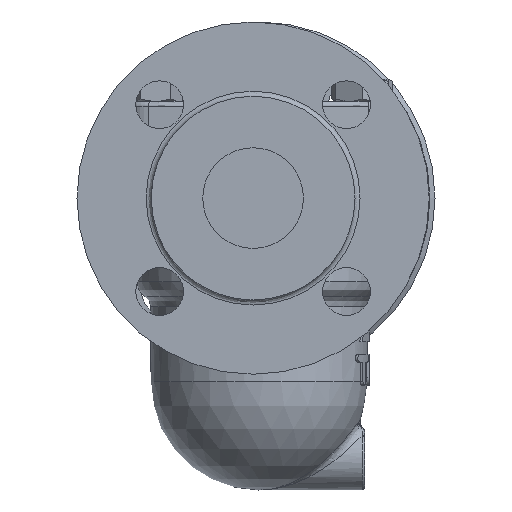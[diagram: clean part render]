
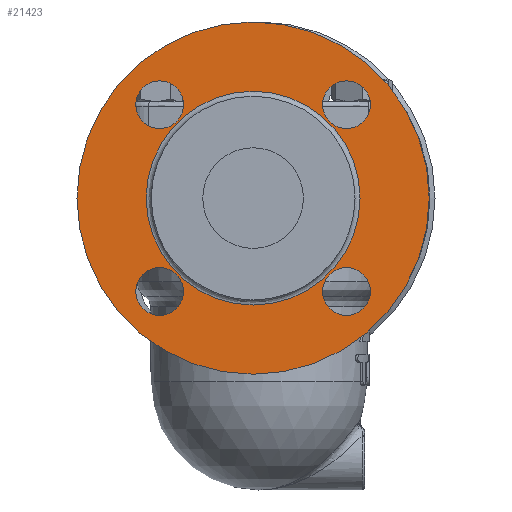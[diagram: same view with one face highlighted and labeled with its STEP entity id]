
A CAD part, left-side view. The second image highlights one B-rep face of the part: STEP entity #21423.
In plain terms, the highlighted planar face has unit normal (-1, 0, 0).
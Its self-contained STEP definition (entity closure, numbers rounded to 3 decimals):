
#20746=CARTESIAN_POINT('',(-120.,2.295,62.0));
#20747=VERTEX_POINT('',#20746);
#20748=CARTESIAN_POINT('',(-120.,2.295,-8.));
#20749=DIRECTION('',(1.0,0.0,0.0));
#20750=DIRECTION('',(0.0,0.0,-1.0));
#20751=AXIS2_PLACEMENT_3D('',#20748,#20749,#20750);
#20752=CIRCLE('',#20751,70.0);
#20753=EDGE_CURVE('',#20747,#20747,#20752,.T.);
#20787=CARTESIAN_POINT('',(-120.0,29.919,29.123));
#20788=VERTEX_POINT('',#20787);
#20789=CARTESIAN_POINT('',(-120.0,39.419,29.123));
#20790=DIRECTION('',(1.0,0.0,0.0));
#20791=DIRECTION('',(0.0,1.0,0.0));
#20792=AXIS2_PLACEMENT_3D('',#20789,#20790,#20791);
#20793=CIRCLE('',#20792,9.5);
#20794=EDGE_CURVE('',#20788,#20788,#20793,.T.);
#20828=CARTESIAN_POINT('',(-120.0,39.419,-35.623));
#20829=VERTEX_POINT('',#20828);
#20830=CARTESIAN_POINT('',(-120.0,39.419,-45.123));
#20831=DIRECTION('',(1.0,0.0,0.0));
#20832=DIRECTION('',(0.0,0.0,-1.0));
#20833=AXIS2_PLACEMENT_3D('',#20830,#20831,#20832);
#20834=CIRCLE('',#20833,9.5);
#20835=EDGE_CURVE('',#20829,#20829,#20834,.T.);
#20869=CARTESIAN_POINT('',(-120.0,-25.328,-45.123));
#20870=VERTEX_POINT('',#20869);
#20871=CARTESIAN_POINT('',(-120.0,-34.828,-45.123));
#20872=DIRECTION('',(1.0,0.0,0.0));
#20873=DIRECTION('',(0.0,-1.0,0.0));
#20874=AXIS2_PLACEMENT_3D('',#20871,#20872,#20873);
#20875=CIRCLE('',#20874,9.5);
#20876=EDGE_CURVE('',#20870,#20870,#20875,.T.);
#20913=CARTESIAN_POINT('',(-120.0,-34.828,19.623));
#20914=VERTEX_POINT('',#20913);
#20915=CARTESIAN_POINT('',(-120.0,-34.828,29.123));
#20916=DIRECTION('',(1.0,0.0,0.0));
#20917=DIRECTION('',(0.0,0.0,1.0));
#20918=AXIS2_PLACEMENT_3D('',#20915,#20916,#20917);
#20919=CIRCLE('',#20918,9.5);
#20920=EDGE_CURVE('',#20914,#20914,#20919,.T.);
#21377=CARTESIAN_POINT('',(-120.,2.295,34.5));
#21378=VERTEX_POINT('',#21377);
#21379=CARTESIAN_POINT('',(-120.,2.295,-8.));
#21380=DIRECTION('',(-1.0,0.0,0.0));
#21381=DIRECTION('',(0.0,0.0,-1.0));
#21382=AXIS2_PLACEMENT_3D('',#21379,#21380,#21381);
#21383=CIRCLE('',#21382,42.5);
#21384=EDGE_CURVE('',#21378,#21378,#21383,.T.);
#21400=CARTESIAN_POINT('',(-120.,2.295,-8.));
#21401=DIRECTION('',(1.0,0.0,0.0));
#21402=DIRECTION('',(0.0,0.0,-1.0));
#21403=AXIS2_PLACEMENT_3D('',#21400,#21401,#21402);
#21404=PLANE('',#21403);
#21405=ORIENTED_EDGE('',*,*,#20753,.F.);
#21406=EDGE_LOOP('',(#21405));
#21407=FACE_OUTER_BOUND('',#21406,.T.);
#21408=ORIENTED_EDGE('',*,*,#20794,.T.);
#21409=EDGE_LOOP('',(#21408));
#21410=FACE_BOUND('',#21409,.T.);
#21411=ORIENTED_EDGE('',*,*,#20835,.T.);
#21412=EDGE_LOOP('',(#21411));
#21413=FACE_BOUND('',#21412,.T.);
#21414=ORIENTED_EDGE('',*,*,#20876,.T.);
#21415=EDGE_LOOP('',(#21414));
#21416=FACE_BOUND('',#21415,.T.);
#21417=ORIENTED_EDGE('',*,*,#20920,.T.);
#21418=EDGE_LOOP('',(#21417));
#21419=FACE_BOUND('',#21418,.T.);
#21420=ORIENTED_EDGE('',*,*,#21384,.F.);
#21421=EDGE_LOOP('',(#21420));
#21422=FACE_BOUND('',#21421,.T.);
#21423=ADVANCED_FACE('',(#21407,#21410,#21413,#21416,#21419,#21422),#21404,.F.);
